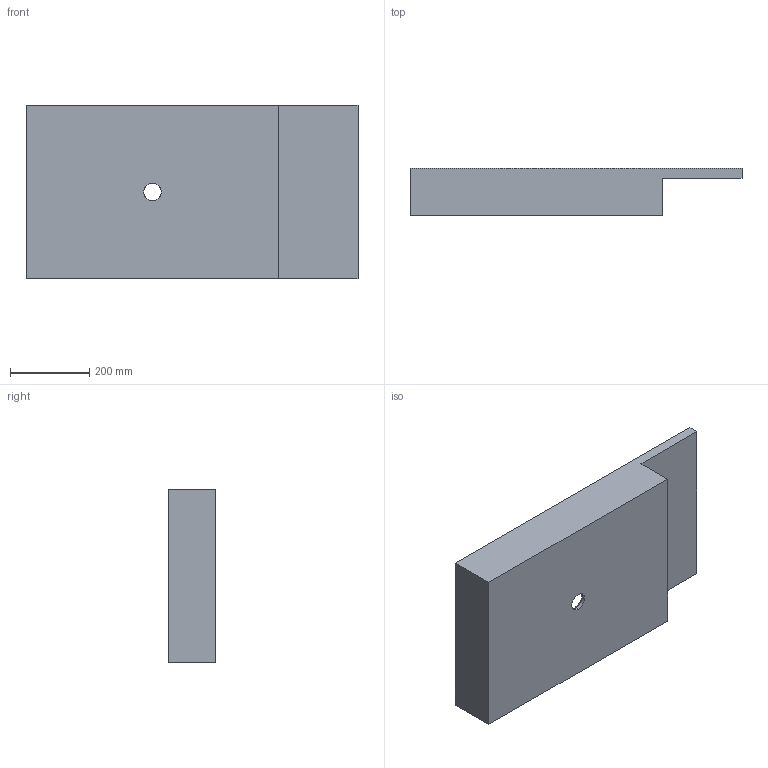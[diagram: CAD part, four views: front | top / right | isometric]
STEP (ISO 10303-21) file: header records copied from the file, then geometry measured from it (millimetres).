
FILE_DESCRIPTION (( 'STEP AP214' ), '1' );
FILE_NAME ('STU-01.STEP', '2020-07-17T05:18:14', ( 'Admin' ), ( '' ), 'SwSTEP 2.0', 'SolidWorks 2019', '' );
FILE_SCHEMA (( 'AUTOMOTIVE_DESIGN' ));
Length unit declared in the file: millimetre
Products named in the file (1): STU-01
Bounding box: 840 x 120 x 440 mm (x, y, z)
Volume: 12599477.4 mm3; surface area: 1173720.4 mm2
Topology: 1 solids, 1 shells, 48 faces, 114 edges, 68 vertices
Faces by surface type: bspline 20, plane 14, sphere 8, cylinder 6
Entity records: 2379 total; most frequent: CARTESIAN_POINT 1380, ORIENTED_EDGE 228, DIRECTION 156, EDGE_CURVE 114, VERTEX_POINT 68, AXIS2_PLACEMENT_3D 59, EDGE_LOOP 50, FACE_OUTER_BOUND 48
